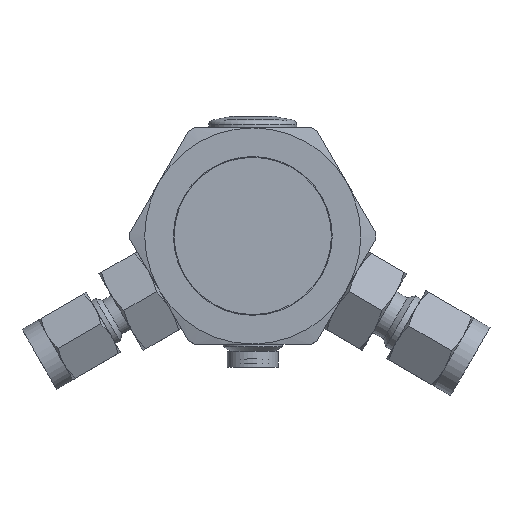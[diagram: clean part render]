
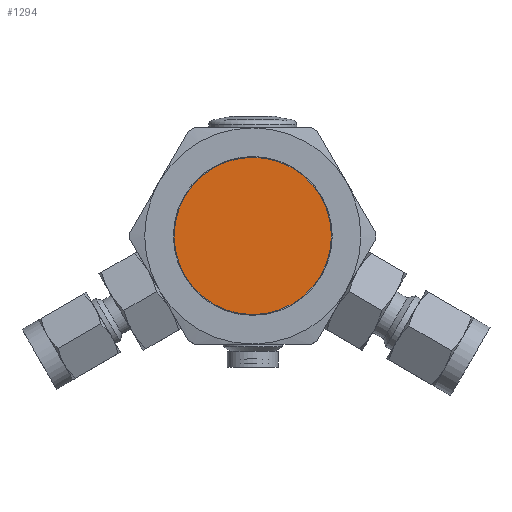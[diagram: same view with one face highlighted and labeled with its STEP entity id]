
A CAD part, top view. The second image highlights one B-rep face of the part: STEP entity #1294.
In plain terms, the highlighted planar face has unit normal (0, 0, 1).
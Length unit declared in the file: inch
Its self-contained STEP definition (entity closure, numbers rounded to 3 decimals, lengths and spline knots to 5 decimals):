
#1294=ADVANCED_FACE('',(#2475),#2476,.T.);
#2475=FACE_OUTER_BOUND('',#3558,.T.);
#2476=PLANE('',#3559);
#3558=EDGE_LOOP('',(#5843));
#3559=AXIS2_PLACEMENT_3D('',#5844,#5845,#5846);
#5843=ORIENTED_EDGE('',*,*,#6689,.T.);
#5844=CARTESIAN_POINT('',(0.0,0.0,0.005));
#5845=DIRECTION('',(0.0,0.0,1.0));
#5846=DIRECTION('',(1.0,0.0,0.0));
#6689=EDGE_CURVE('',#7900,#7900,#7901,.T.);
#7900=VERTEX_POINT('',#10505);
#7901=CIRCLE('',#10506,0.5);
#10505=CARTESIAN_POINT('',(0.5,0.0,0.005));
#10506=AXIS2_PLACEMENT_3D('',#11348,#11349,#11350);
#11348=CARTESIAN_POINT('',(0.0,0.0,0.005));
#11349=DIRECTION('',(0.0,0.0,1.0));
#11350=DIRECTION('',(1.0,0.0,0.0));
